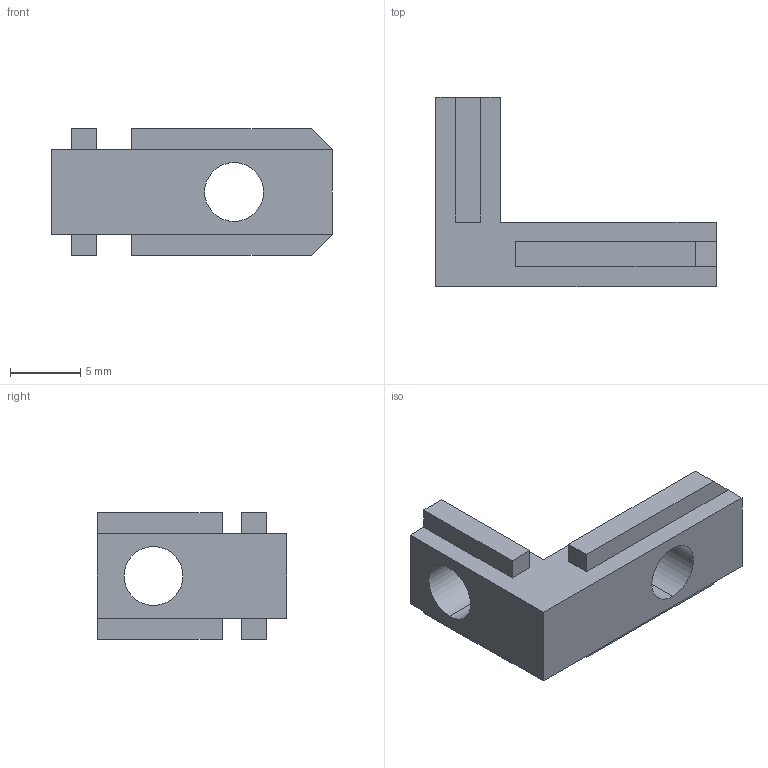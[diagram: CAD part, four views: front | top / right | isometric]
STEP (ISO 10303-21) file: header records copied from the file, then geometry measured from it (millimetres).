
FILE_DESCRIPTION (( 'STEP AP203' ), '1' );
FILE_NAME ('084.307.036.STEP', '2015-05-29T13:10:23', ( '' ), ( '' ), 'SwSTEP 2.0', 'SolidWorks 2012', '' );
FILE_SCHEMA (( 'CONFIG_CONTROL_DESIGN' ));
Length unit declared in the file: millimetre
Products named in the file (1): 084.307.036
Bounding box: 20 x 13.5 x 9 mm (x, y, z)
Volume: 791.4 mm3; surface area: 887 mm2
Topology: 1 solids, 1 shells, 30 faces, 80 edges, 52 vertices
Faces by surface type: plane 26, cylinder 4
Entity records: 1005 total; most frequent: CARTESIAN_POINT 163, ORIENTED_EDGE 160, DIRECTION 150, EDGE_CURVE 80, VECTOR 72, LINE 72, VERTEX_POINT 52, AXIS2_PLACEMENT_3D 39
